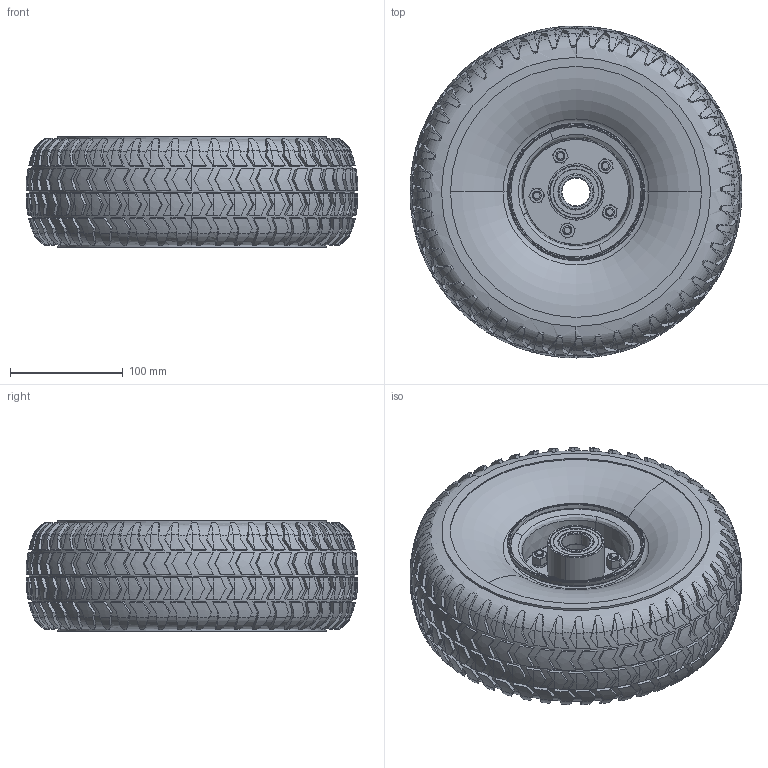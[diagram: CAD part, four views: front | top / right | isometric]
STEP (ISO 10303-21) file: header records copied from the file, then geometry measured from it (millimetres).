
FILE_DESCRIPTION (( 'STEP AP214' ), '1' );
FILE_NAME ('0022892.step', '2024-03-04T12:27:14', ( '' ), ( '' ), 'SwSTEP 2.0', 'SolidWorks 2020', '' );
FILE_SCHEMA (( 'AUTOMOTIVE_DESIGN' ));
Length unit declared in the file: millimetre
Products named in the file (1): 0022892
Bounding box: 295.06 x 295.06 x 98 mm (x, y, z)
Volume: 750112.9 mm3; surface area: 537742.5 mm2
Topology: 54 solids, 54 shells, 2835 faces, 7018 edges, 4337 vertices
Faces by surface type: bspline 2230, cylinder 260, plane 200, cone 125, torus 20
Entity records: 285745 total; most frequent: CARTESIAN_POINT 204763, ORIENTED_EDGE 13780, EDGE_CURVE 6890, B_SPLINE_CURVE_WITH_KNOTS 5202, VERTEX_POINT 4337, DIRECTION 4105, EDGE_LOOP 3059, UNCERTAINTY_MEASURE_WITH_UNIT 2891
